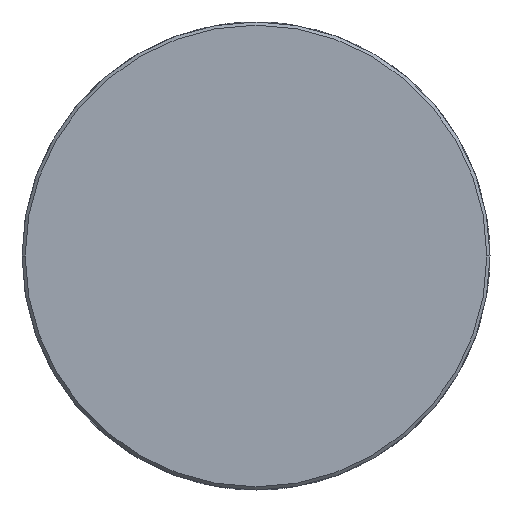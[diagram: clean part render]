
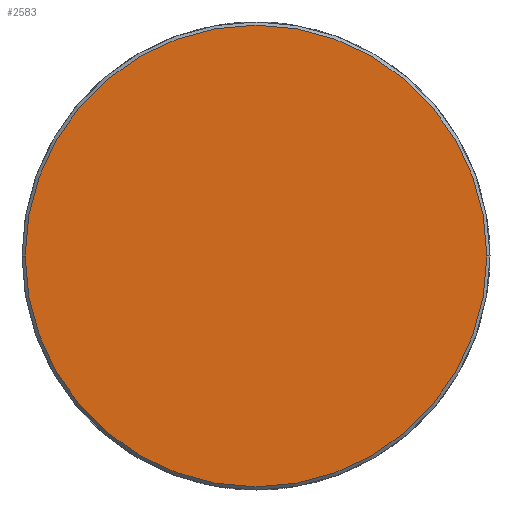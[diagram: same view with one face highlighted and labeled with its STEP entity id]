
A CAD part, front view. The second image highlights one B-rep face of the part: STEP entity #2583.
In plain terms, the highlighted planar face has unit normal (0, -1, 0).
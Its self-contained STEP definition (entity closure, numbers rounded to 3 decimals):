
#82 = DIRECTION ( 'NONE',  ( 0., -1., 0. ) ) ;
#157 = DIRECTION ( 'NONE',  ( -1., 0., 0. ) ) ;
#233 = FACE_OUTER_BOUND ( 'NONE', #3030, .T. ) ;
#375 = ORIENTED_EDGE ( 'NONE', *, *, #2412, .T. ) ;
#731 = ORIENTED_EDGE ( 'NONE', *, *, #3510, .T. ) ;
#767 = AXIS2_PLACEMENT_3D ( 'NONE', #1760, #82, #2046 ) ;
#791 = PLANE ( 'NONE',  #1047 ) ;
#1047 = AXIS2_PLACEMENT_3D ( 'NONE', #2724, #3011, #1338 ) ;
#1338 = DIRECTION ( 'NONE',  ( -1., 0., 0. ) ) ;
#1572 = CARTESIAN_POINT ( 'NONE',  ( -36., -151.827, 0. ) ) ;
#1760 = CARTESIAN_POINT ( 'NONE',  ( 0., -151.827, 0. ) ) ;
#1828 = DIRECTION ( 'NONE',  ( 0., -1., 0. ) ) ;
#2046 = DIRECTION ( 'NONE',  ( -1., 0., 0. ) ) ;
#2053 = AXIS2_PLACEMENT_3D ( 'NONE', #3509, #1828, #157 ) ;
#2079 = CIRCLE ( 'NONE', #2053, 36. ) ;
#2412 = EDGE_CURVE ( 'NONE', #3273, #3628, #2079, .T. ) ;
#2583 = ADVANCED_FACE ( 'NONE', ( #233 ), #791, .F. ) ;
#2598 = CIRCLE ( 'NONE', #767, 36. ) ;
#2724 = CARTESIAN_POINT ( 'NONE',  ( 36.5, -151.827, 0. ) ) ;
#3006 = CARTESIAN_POINT ( 'NONE',  ( 36., -151.827, 0. ) ) ;
#3011 = DIRECTION ( 'NONE',  ( 0., 1., 0. ) ) ;
#3030 = EDGE_LOOP ( 'NONE', ( #731, #375 ) ) ;
#3273 = VERTEX_POINT ( 'NONE', #3006 ) ;
#3509 = CARTESIAN_POINT ( 'NONE',  ( 0., -151.827, 0. ) ) ;
#3510 = EDGE_CURVE ( 'NONE', #3628, #3273, #2598, .T. ) ;
#3628 = VERTEX_POINT ( 'NONE', #1572 ) ;
